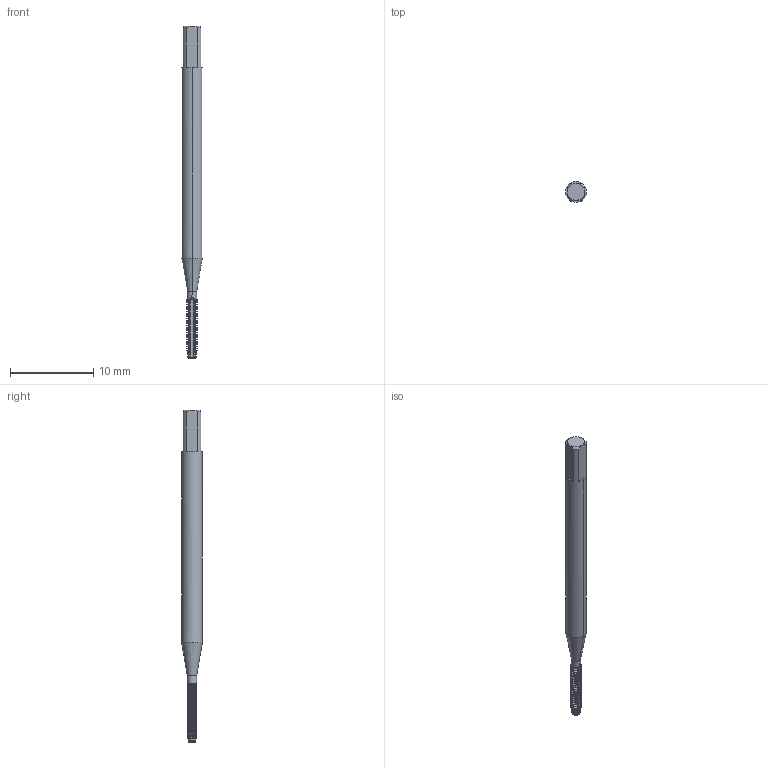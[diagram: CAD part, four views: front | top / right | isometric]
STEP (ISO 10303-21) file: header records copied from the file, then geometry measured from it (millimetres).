
FILE_DESCRIPTION(('no description'),'unknown implementation level');
FILE_NAME('solidA1di8mV6nt6b2okkoDsIkdOejzo_1.STP',' ',('CIM GmbH Aachen'),('CADClick - KiM GmbH - www.kimweb.de'),'unknown preprocess','ACIS','unknown authorization');
FILE_SCHEMA(('automotive_design'));
Length unit declared in the file: millimetre
Products named in the file (2): 1; 2
Bounding box: 2.5 x 2.5 x 40 mm (x, y, z)
Volume: 151.9 mm3; surface area: 326.3 mm2
Topology: 2 solids, 2 shells, 407 faces, 1103 edges, 696 vertices
Faces by surface type: cone 222, cylinder 164, plane 17, revolution 4
Entity records: 26938 total; most frequent: CARTESIAN_POINT 4577, STYLED_ITEM 2204, PRESENTATION_STYLE_ASSIGNMENT 2204, COLOUR_RGB 2204, ORIENTED_EDGE 2198, DIRECTION 2111, EDGE_CURVE 1099, CURVE_STYLE 1099
